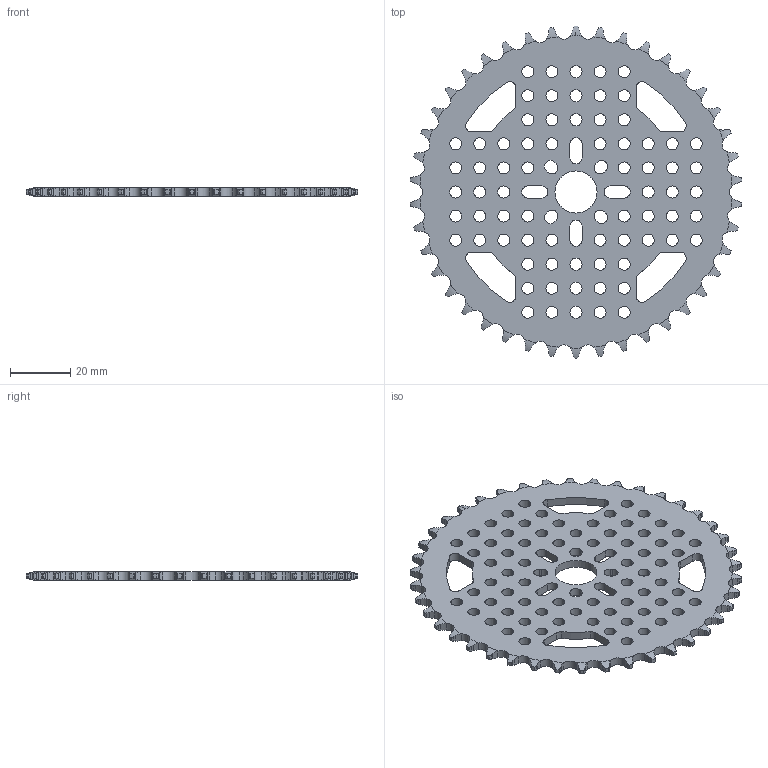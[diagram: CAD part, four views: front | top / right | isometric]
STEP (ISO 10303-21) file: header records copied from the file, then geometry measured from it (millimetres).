
FILE_DESCRIPTION (( 'STEP AP203' ), '1' );
FILE_NAME ('3310-0014-0042.STEP', '2018-01-22T16:26:55', ( '' ), ( '' ), 'SwSTEP 2.0', 'SolidWorks 2016', '' );
FILE_SCHEMA (( 'CONFIG_CONTROL_DESIGN' ));
Length unit declared in the file: millimetre
Products named in the file (1): 3310-0014-0042
Bounding box: 110.17 x 110.4 x 2.8 mm (x, y, z)
Volume: 18967.1 mm3; surface area: 18583.2 mm2
Topology: 1 solids, 1 shells, 668 faces, 1998 edges, 1332 vertices
Faces by surface type: cylinder 472, plane 110, torus 86
Entity records: 23789 total; most frequent: CARTESIAN_POINT 6069, ORIENTED_EDGE 3996, DIRECTION 3326, EDGE_CURVE 1998, AXIS2_PLACEMENT_3D 1349, VERTEX_POINT 1332, EDGE_LOOP 838, B_SPLINE_CURVE_WITH_KNOTS 690
